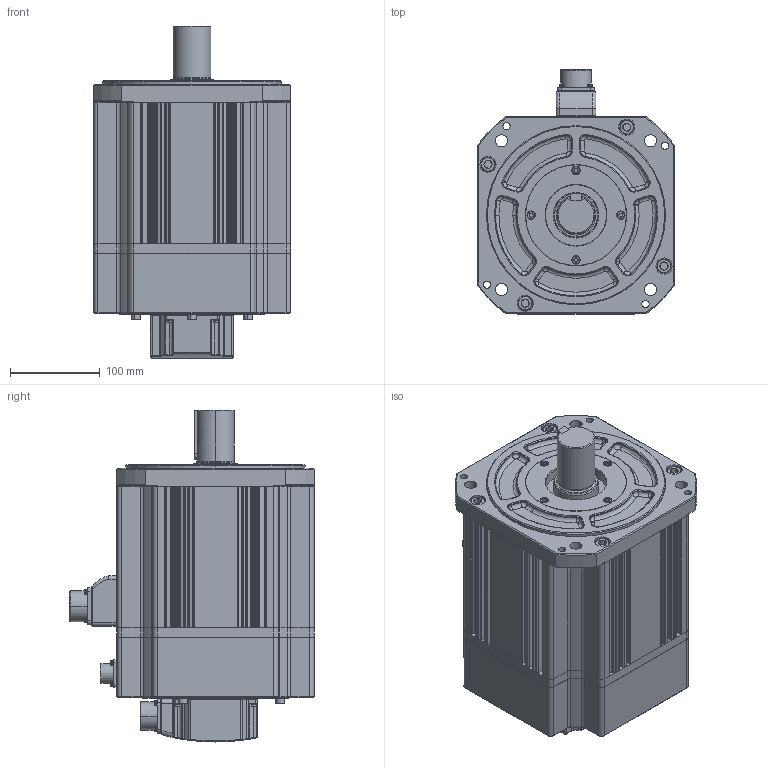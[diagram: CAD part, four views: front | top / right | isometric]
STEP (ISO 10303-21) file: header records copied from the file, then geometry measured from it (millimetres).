
FILE_DESCRIPTION (( 'STEP AP214' ), '1' );
FILE_NAME ('FM22GA003-1G04_Out Line(APM-FG75D_K2,FG60G_K2,FG44M_K2).STEP', '2019-07-11T01:22:29', ( '' ), ( '' ), 'SwSTEP 2.0', 'SolidWorks 2011', '' );
FILE_SCHEMA (( 'AUTOMOTIVE_DESIGN' ));
Length unit declared in the file: millimetre
Products named in the file (1): FM22GA003-1G04_Out Line(APM-FG75D_K2,FG60G_K2,FG44M_K2)
Bounding box: 220 x 272.5 x 370.7 mm (x, y, z)
Volume: 11301743.7 mm3; surface area: 826851.3 mm2
Topology: 80 solids, 80 shells, 2678 faces, 6610 edges, 4187 vertices
Faces by surface type: cylinder 1028, plane 937, cone 373, torus 183, bspline 157
Entity records: 118753 total; most frequent: CARTESIAN_POINT 24415, DIRECTION 13796, ORIENTED_EDGE 13056, EDGE_CURVE 6528, AXIS2_PLACEMENT_3D 5338, VERTEX_POINT 4187, LINE 3120, VECTOR 3120
